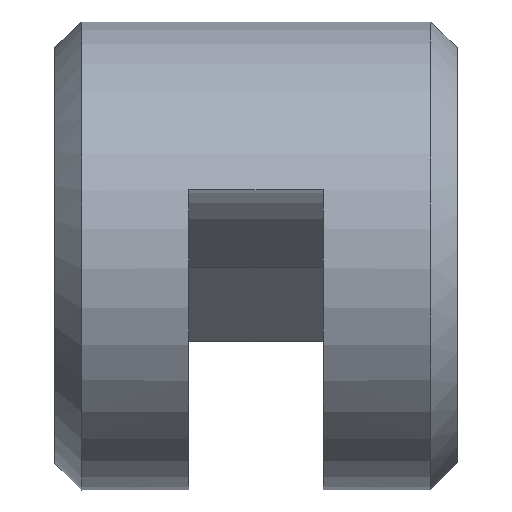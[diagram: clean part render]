
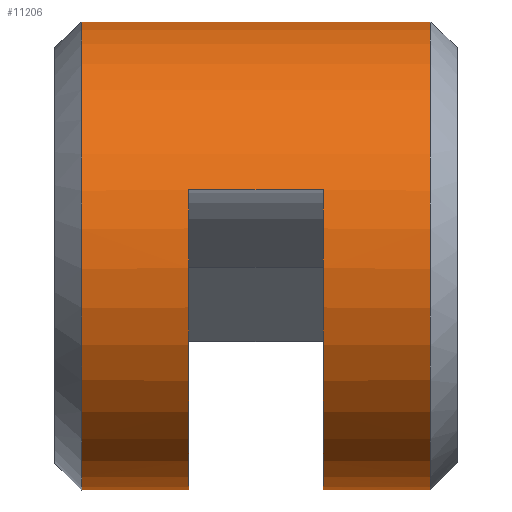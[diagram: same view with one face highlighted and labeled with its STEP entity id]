
A CAD part, front view. The second image highlights one B-rep face of the part: STEP entity #11206.
In plain terms, the highlighted cylindrical face has radius 11.113 mm (diameter 22.225 mm), a partial arc.
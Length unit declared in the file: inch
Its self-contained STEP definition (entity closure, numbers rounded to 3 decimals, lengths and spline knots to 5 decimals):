
#240 = AXIS2_PLACEMENT_3D ( 'NONE', #2866, #6649, #1943 ) ;
#362 = ORIENTED_EDGE ( 'NONE', *, *, #11480, .T. ) ;
#500 = EDGE_CURVE ( 'NONE', #3706, #1199, #4418, .T. ) ;
#761 = CARTESIAN_POINT ( 'NONE',  ( 0.05, 0.43487, -0.04787 ) ) ;
#826 = DIRECTION ( 'NONE',  ( 0., 0., -1. ) ) ;
#841 = EDGE_CURVE ( 'NONE', #6876, #10011, #6387, .T. ) ;
#950 = CARTESIAN_POINT ( 'NONE',  ( 0.05, 0., 0. ) ) ;
#1129 = VECTOR ( 'NONE', #5982, 39.37008 ) ;
#1199 = VERTEX_POINT ( 'NONE', #11850 ) ;
#1296 = VECTOR ( 'NONE', #4769, 39.37008 ) ;
#1456 = CIRCLE ( 'NONE', #3805, 0.4375 ) ;
#1498 = CIRCLE ( 'NONE', #11187, 0.4375 ) ;
#1674 = CARTESIAN_POINT ( 'NONE',  ( -0.00008, -0.42003, 0.12239 ) ) ;
#1914 = CARTESIAN_POINT ( 'NONE',  ( 0.7, 0., 0. ) ) ;
#1943 = DIRECTION ( 'NONE',  ( 0., 0., -1. ) ) ;
#2009 = VECTOR ( 'NONE', #8406, 39.37008 ) ;
#2020 = AXIS2_PLACEMENT_3D ( 'NONE', #1914, #11277, #8543 ) ;
#2256 = EDGE_CURVE ( 'NONE', #1199, #11151, #4700, .T. ) ;
#2356 = DIRECTION ( 'NONE',  ( -1., 0., 0. ) ) ;
#2481 = VERTEX_POINT ( 'NONE', #4897 ) ;
#2866 = CARTESIAN_POINT ( 'NONE',  ( 0.7, 0., 0. ) ) ;
#3361 = FACE_OUTER_BOUND ( 'NONE', #6136, .T. ) ;
#3669 = DIRECTION ( 'NONE',  ( 1., 0., 0. ) ) ;
#3706 = VERTEX_POINT ( 'NONE', #5503 ) ;
#3712 = CARTESIAN_POINT ( 'NONE',  ( 0.05, 0., -0.4375 ) ) ;
#3805 = AXIS2_PLACEMENT_3D ( 'NONE', #950, #3669, #826 ) ;
#4144 = CARTESIAN_POINT ( 'NONE',  ( 0.7, 0.43487, -0.04787 ) ) ;
#4260 = EDGE_CURVE ( 'NONE', #10011, #6903, #7403, .T. ) ;
#4304 = EDGE_CURVE ( 'NONE', #9694, #10193, #1456, .T. ) ;
#4317 = VECTOR ( 'NONE', #10997, 39.37008 ) ;
#4418 = CIRCLE ( 'NONE', #7165, 0.4375 ) ;
#4495 = DIRECTION ( 'NONE',  ( 1., 0., 0. ) ) ;
#4643 = CARTESIAN_POINT ( 'NONE',  ( 0.5, 0.40682, -0.16095 ) ) ;
#4700 = LINE ( 'NONE', #4643, #2009 ) ;
#4708 = EDGE_CURVE ( 'NONE', #10286, #6903, #8890, .T. ) ;
#4769 = DIRECTION ( 'NONE',  ( 1., 0., 0. ) ) ;
#4833 = ORIENTED_EDGE ( 'NONE', *, *, #9677, .T. ) ;
#4897 = CARTESIAN_POINT ( 'NONE',  ( 0.25, -0.42003, 0.12239 ) ) ;
#4976 = EDGE_CURVE ( 'NONE', #2481, #11151, #9187, .T. ) ;
#5326 = CARTESIAN_POINT ( 'NONE',  ( 0.7, -0.05081, 0.43454 ) ) ;
#5423 = DIRECTION ( 'NONE',  ( 0., 0., -1. ) ) ;
#5479 = FACE_BOUND ( 'NONE', #10001, .T. ) ;
#5503 = CARTESIAN_POINT ( 'NONE',  ( 0.5, -0.42003, 0.12239 ) ) ;
#5982 = DIRECTION ( 'NONE',  ( 1., 0., 0. ) ) ;
#6023 = AXIS2_PLACEMENT_3D ( 'NONE', #7341, #4495, #5423 ) ;
#6033 = AXIS2_PLACEMENT_3D ( 'NONE', #10836, #2356, #9916 ) ;
#6136 = EDGE_LOOP ( 'NONE', ( #11323, #11765, #7372, #11025, #7817, #4833 ) ) ;
#6271 = CARTESIAN_POINT ( 'NONE',  ( 0.25, 0.40682, -0.16095 ) ) ;
#6326 = DIRECTION ( 'NONE',  ( 1., 0., 0. ) ) ;
#6387 = CIRCLE ( 'NONE', #240, 0.4375 ) ;
#6547 = CARTESIAN_POINT ( 'NONE',  ( 0.05, 0., 0. ) ) ;
#6649 = DIRECTION ( 'NONE',  ( -1., 0., 0. ) ) ;
#6705 = ORIENTED_EDGE ( 'NONE', *, *, #500, .T. ) ;
#6876 = VERTEX_POINT ( 'NONE', #4144 ) ;
#6903 = VERTEX_POINT ( 'NONE', #5326 ) ;
#7058 = CARTESIAN_POINT ( 'NONE',  ( 0.5, 0., 0. ) ) ;
#7075 = CYLINDRICAL_SURFACE ( 'NONE', #6033, 0.4375 ) ;
#7165 = AXIS2_PLACEMENT_3D ( 'NONE', #7058, #6326, #10756 ) ;
#7341 = CARTESIAN_POINT ( 'NONE',  ( 0.25, 0., 0. ) ) ;
#7372 = ORIENTED_EDGE ( 'NONE', *, *, #4708, .F. ) ;
#7403 = CIRCLE ( 'NONE', #2020, 0.4375 ) ;
#7817 = ORIENTED_EDGE ( 'NONE', *, *, #4304, .T. ) ;
#8406 = DIRECTION ( 'NONE',  ( -1., 0., 0. ) ) ;
#8543 = DIRECTION ( 'NONE',  ( 0., 0., -1. ) ) ;
#8890 = LINE ( 'NONE', #9813, #1129 ) ;
#9083 = LINE ( 'NONE', #10929, #4317 ) ;
#9187 = CIRCLE ( 'NONE', #6023, 0.4375 ) ;
#9350 = LINE ( 'NONE', #1674, #1296 ) ;
#9403 = DIRECTION ( 'NONE',  ( 0., 0., -1. ) ) ;
#9469 = ORIENTED_EDGE ( 'NONE', *, *, #2256, .T. ) ;
#9532 = CARTESIAN_POINT ( 'NONE',  ( 0.05, -0.05081, 0.43454 ) ) ;
#9636 = ORIENTED_EDGE ( 'NONE', *, *, #4976, .F. ) ;
#9677 = EDGE_CURVE ( 'NONE', #10193, #6876, #9083, .T. ) ;
#9694 = VERTEX_POINT ( 'NONE', #3712 ) ;
#9813 = CARTESIAN_POINT ( 'NONE',  ( -0.25, -0.05081, 0.43454 ) ) ;
#9916 = DIRECTION ( 'NONE',  ( 0., 0., 1. ) ) ;
#10001 = EDGE_LOOP ( 'NONE', ( #362, #6705, #9469, #9636 ) ) ;
#10011 = VERTEX_POINT ( 'NONE', #12034 ) ;
#10193 = VERTEX_POINT ( 'NONE', #761 ) ;
#10286 = VERTEX_POINT ( 'NONE', #9532 ) ;
#10315 = DIRECTION ( 'NONE',  ( 1., 0., 0. ) ) ;
#10756 = DIRECTION ( 'NONE',  ( 0., 0., -1. ) ) ;
#10836 = CARTESIAN_POINT ( 'NONE',  ( 0.75, 0., 0. ) ) ;
#10929 = CARTESIAN_POINT ( 'NONE',  ( -0.25, 0.43487, -0.04787 ) ) ;
#10997 = DIRECTION ( 'NONE',  ( 1., 0., 0. ) ) ;
#11025 = ORIENTED_EDGE ( 'NONE', *, *, #11978, .T. ) ;
#11151 = VERTEX_POINT ( 'NONE', #6271 ) ;
#11187 = AXIS2_PLACEMENT_3D ( 'NONE', #6547, #10315, #9403 ) ;
#11206 = ADVANCED_FACE ( 'NONE', ( #5479, #3361 ), #7075, .T. ) ;
#11277 = DIRECTION ( 'NONE',  ( -1., 0., 0. ) ) ;
#11323 = ORIENTED_EDGE ( 'NONE', *, *, #841, .T. ) ;
#11480 = EDGE_CURVE ( 'NONE', #2481, #3706, #9350, .T. ) ;
#11765 = ORIENTED_EDGE ( 'NONE', *, *, #4260, .T. ) ;
#11850 = CARTESIAN_POINT ( 'NONE',  ( 0.5, 0.40682, -0.16095 ) ) ;
#11978 = EDGE_CURVE ( 'NONE', #10286, #9694, #1498, .T. ) ;
#12034 = CARTESIAN_POINT ( 'NONE',  ( 0.7, 0., -0.4375 ) ) ;
